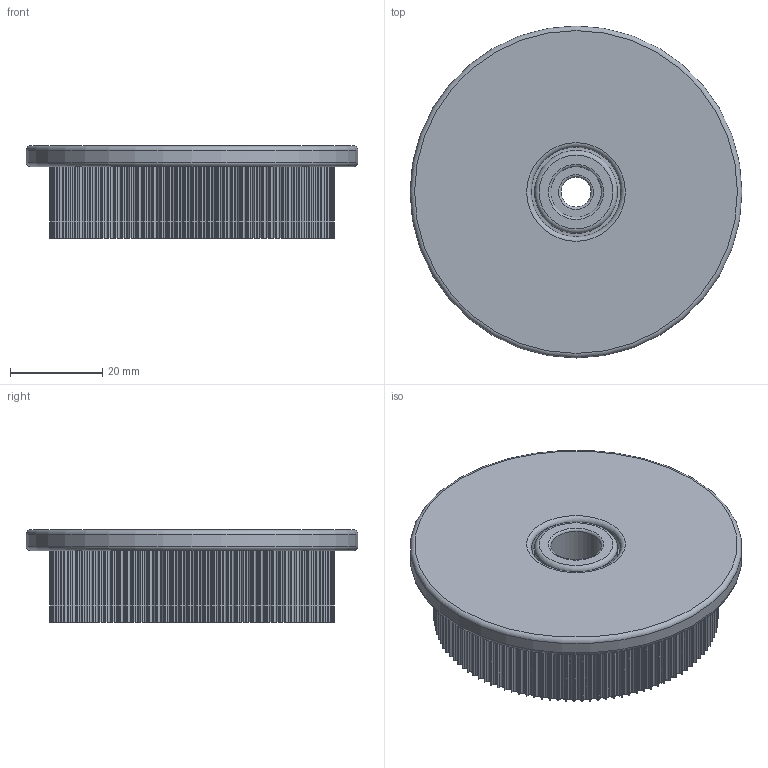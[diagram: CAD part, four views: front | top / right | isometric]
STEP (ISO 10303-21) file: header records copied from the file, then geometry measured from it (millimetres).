
FILE_DESCRIPTION(/* description */ ('','CAx-IF Rec.Pracs.---Representation and Presentation of Product Manufacturing Information (PMI)---4.0---2014-10-13'),/* implementation_level */ '2;1');
FILE_NAME(/* name */ 'Pulley_V2 v6.step',/* time_stamp */ '2024-12-16T17:47:26+09:00',/* author */ (''),/* organization */ (''),/* preprocessor_version */ 'ST-DEVELOPER v20',/* originating_system */ 'Autodesk Translation Framework v13.20.0.188',/* authorisation */ '');
FILE_SCHEMA (('AP242_MANAGED_MODEL_BASED_3D_ENGINEERING_MIM_LF { 1 0 10303 442 1 1 4 }'));
Length unit declared in the file: millimetre
Products named in the file (1): Pulley_V2
Bounding box: 72 x 72 x 20 mm (x, y, z)
Volume: 58541.8 mm3; surface area: 17625 mm2
Topology: 2 solids, 2 shells, 683 faces, 2022 edges, 1345 vertices
Faces by surface type: cylinder 447, plane 226, torus 10
Full cylindrical faces by diameter (mm): 6.5 x1, 11 x1, 18 x2, 19.4 x2, 72 x1
Entity records: 23279 total; most frequent: DIRECTION 4305, CARTESIAN_POINT 4051, ORIENTED_EDGE 4044, EDGE_CURVE 2022, AXIS2_PLACEMENT_3D 1599, VERTEX_POINT 1345, LINE 1107, VECTOR 1107
